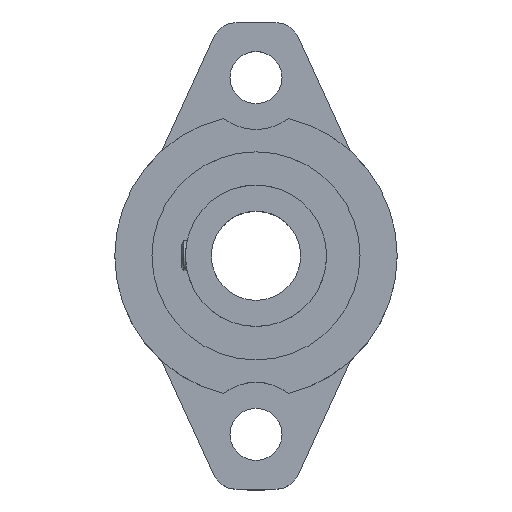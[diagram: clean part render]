
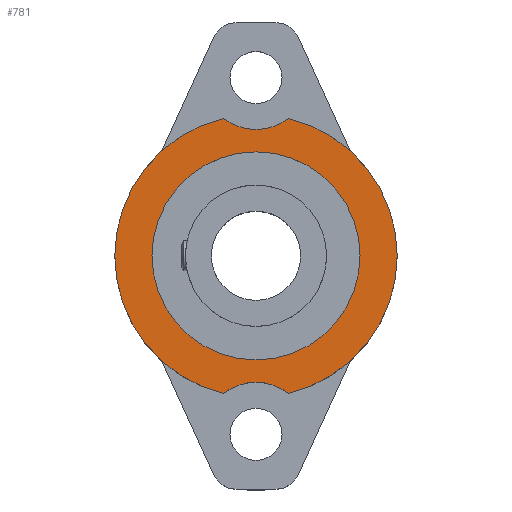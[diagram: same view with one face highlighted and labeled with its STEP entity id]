
A CAD part, top view. The second image highlights one B-rep face of the part: STEP entity #781.
In plain terms, the highlighted planar face has unit normal (0, 0, 1).
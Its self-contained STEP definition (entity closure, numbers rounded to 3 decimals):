
#138=PLANE('',#1144);
#160=CIRCLE('',#1104,19.);
#163=CIRCLE('',#1108,19.);
#189=CIRCLE('',#1145,14.);
#190=CIRCLE('',#1146,7.);
#191=CIRCLE('',#1147,7.);
#328=ORIENTED_EDGE('',*,*,#479,.T.);
#329=ORIENTED_EDGE('',*,*,#480,.T.);
#330=ORIENTED_EDGE('',*,*,#437,.F.);
#331=ORIENTED_EDGE('',*,*,#481,.T.);
#332=ORIENTED_EDGE('',*,*,#431,.F.);
#431=EDGE_CURVE('',#517,#518,#160,.T.);
#437=EDGE_CURVE('',#523,#524,#163,.T.);
#479=EDGE_CURVE('',#555,#555,#189,.T.);
#480=EDGE_CURVE('',#517,#524,#190,.F.);
#481=EDGE_CURVE('',#523,#518,#191,.F.);
#517=VERTEX_POINT('',#1575);
#518=VERTEX_POINT('',#1577);
#523=VERTEX_POINT('',#1589);
#524=VERTEX_POINT('',#1590);
#555=VERTEX_POINT('',#1674);
#623=EDGE_LOOP('',(#328));
#624=EDGE_LOOP('',(#329,#330,#331,#332));
#707=FACE_BOUND('',#623,.T.);
#708=FACE_BOUND('',#624,.T.);
#781=ADVANCED_FACE('',(#707,#708),#138,.T.);
#1104=AXIS2_PLACEMENT_3D('',#1576,#1263,#1264);
#1108=AXIS2_PLACEMENT_3D('',#1588,#1274,#1275);
#1144=AXIS2_PLACEMENT_3D('',#1672,#1362,#1363);
#1145=AXIS2_PLACEMENT_3D('',#1673,#1364,#1365);
#1146=AXIS2_PLACEMENT_3D('',#1675,#1366,#1367);
#1147=AXIS2_PLACEMENT_3D('',#1676,#1368,#1369);
#1263=DIRECTION('',(0.,0.,-1.));
#1264=DIRECTION('',(-1.,0.,0.));
#1274=DIRECTION('',(0.,0.,-1.));
#1275=DIRECTION('',(-1.,0.,0.));
#1362=DIRECTION('',(0.,0.,1.));
#1363=DIRECTION('',(1.,0.,0.));
#1364=DIRECTION('',(0.,0.,-1.));
#1365=DIRECTION('',(-1.,0.,0.));
#1366=DIRECTION('',(0.,0.,1.));
#1367=DIRECTION('',(1.,0.,0.));
#1368=DIRECTION('',(0.,0.,1.));
#1369=DIRECTION('',(1.,0.,0.));
#1575=CARTESIAN_POINT('',(-4.33,-18.5,2.));
#1576=CARTESIAN_POINT('',(0.,0.,2.));
#1577=CARTESIAN_POINT('',(-4.33,18.5,2.));
#1588=CARTESIAN_POINT('',(0.,0.,2.));
#1589=CARTESIAN_POINT('',(4.33,18.5,2.));
#1590=CARTESIAN_POINT('',(4.33,-18.5,2.));
#1672=CARTESIAN_POINT('',(0.,19.,2.));
#1673=CARTESIAN_POINT('',(0.,0.,2.));
#1674=CARTESIAN_POINT('',(-14.,0.,2.));
#1675=CARTESIAN_POINT('',(0.,-24.,2.));
#1676=CARTESIAN_POINT('',(0.,24.,2.));
